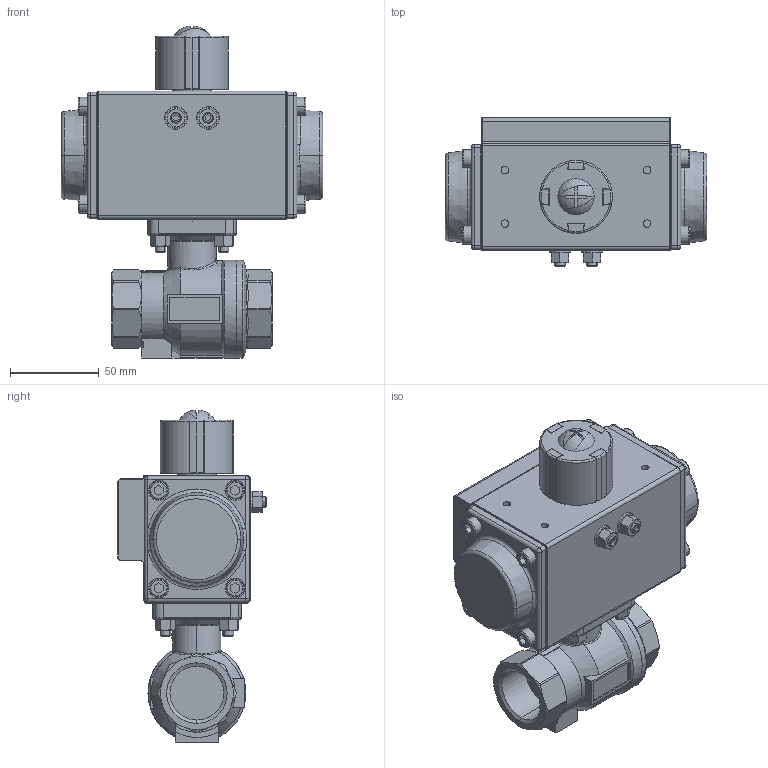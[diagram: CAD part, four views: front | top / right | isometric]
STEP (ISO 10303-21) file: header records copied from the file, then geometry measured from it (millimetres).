
FILE_DESCRIPTION(('HOOPS Exchange Step'),'2;1');
FILE_NAME('PK0200_DN25_DVGW.stp','2025-04-04T16:35:24+02:00',('nieru'),('Unknown organisation'),'HOOPS Exchange 2024.2','HOOPS Exchange','Unknown authorisation');
FILE_SCHEMA( ('AP203_CONFIGURATION_CONTROLLED_3D_DESIGN_OF_MECHANICAL_PARTS_AND_ASSEMBLIES_MIM_LF') );
Length unit declared in the file: millimetre
Products named in the file (5): 0; root
Assembly tree (4 placements, depth 3):
  root
    0
      0
      0
      0
Bounding box: 147 x 83.5 x 186.65 mm (x, y, z)
Volume: 595639.1 mm3; surface area: 143848.9 mm2
Topology: 34 solids, 34 shells, 1455 faces, 3555 edges, 2207 vertices
Faces by surface type: plane 589, cylinder 400, cone 192, torus 132, bspline 104, sphere 38
Full cylindrical faces by diameter (mm): 5 x1
Entity records: 50946 total; most frequent: CARTESIAN_POINT 17786, ORIENTED_EDGE 7030, DIRECTION 6547, EDGE_CURVE 3515, AXIS2_PLACEMENT_3D 2488, VERTEX_POINT 2209, EDGE_LOOP 1602, FACE_BOUND 1602
